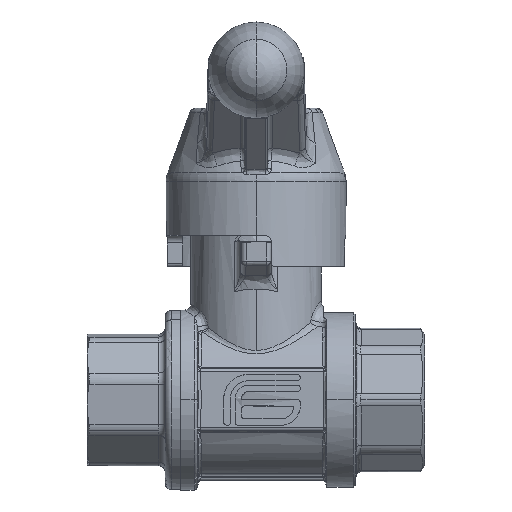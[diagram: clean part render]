
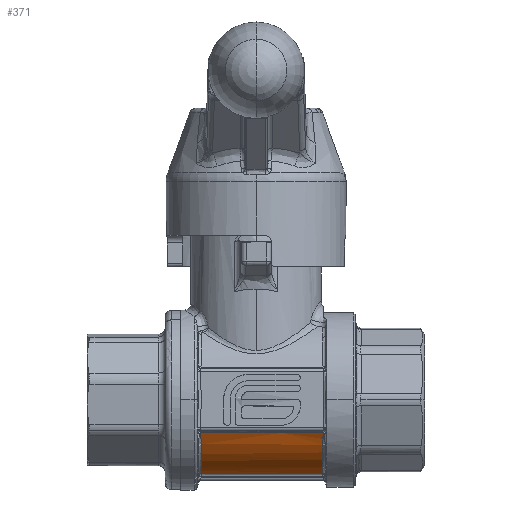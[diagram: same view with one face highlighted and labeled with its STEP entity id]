
A CAD part, top view. The second image highlights one B-rep face of the part: STEP entity #371.
In plain terms, the highlighted cylindrical face has radius 13 mm (diameter 26 mm), a partial arc.
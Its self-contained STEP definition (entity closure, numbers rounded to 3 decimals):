
#371 = ADVANCED_FACE ( 'NONE', ( #23750 ), #23874, .T. ) ;
#839 = CARTESIAN_POINT ( 'NONE',  ( -8.814, -5.296, 11.872 ) ) ;
#1937 = B_SPLINE_CURVE_WITH_KNOTS ( 'NONE', 3,
 ( #5593, #3978, #3572, #15958 ),
 .UNSPECIFIED., .F., .F.,
 ( 4, 4 ),
 ( 0., 1. ),
 .UNSPECIFIED. ) ;
#2007 = EDGE_CURVE ( 'NONE', #6952, #13913, #21594, .T. ) ;
#2072 = ORIENTED_EDGE ( 'NONE', *, *, #2007, .T. ) ;
#2545 = EDGE_CURVE ( 'NONE', #14089, #6952, #1937, .T. ) ;
#2987 = CARTESIAN_POINT ( 'NONE',  ( -8.814, -6.744, 11.226 ) ) ;
#3280 = CARTESIAN_POINT ( 'NONE',  ( 44., 0., 0. ) ) ;
#3572 = CARTESIAN_POINT ( 'NONE',  ( 4.205, -11.872, 5.296 ) ) ;
#3774 = CARTESIAN_POINT ( 'NONE',  ( 10.714, -11.226, 6.744 ) ) ;
#3978 = CARTESIAN_POINT ( 'NONE',  ( -2.305, -11.872, 5.296 ) ) ;
#5002 = AXIS2_PLACEMENT_3D ( 'NONE', #3280, #13254, #21597 ) ;
#5097 = CARTESIAN_POINT ( 'NONE',  ( -8.814, -5.296, 11.872 ) ) ;
#5593 = CARTESIAN_POINT ( 'NONE',  ( -8.814, -11.872, 5.296 ) ) ;
#5652 = CARTESIAN_POINT ( 'NONE',  ( -8.992, -5.252, 12.149 ) ) ;
#6525 = CARTESIAN_POINT ( 'NONE',  ( 10.714, -11.872, 5.296 ) ) ;
#6718 = EDGE_CURVE ( 'NONE', #13913, #23572, #12371, .T. ) ;
#6952 = VERTEX_POINT ( 'NONE', #6525 ) ;
#6989 = ORIENTED_EDGE ( 'NONE', *, *, #6718, .T. ) ;
#7954 = CARTESIAN_POINT ( 'NONE',  ( 10.714, -10.313, 8.072 ) ) ;
#8782 = CARTESIAN_POINT ( 'NONE',  ( -8.814, -11.872, 5.296 ) ) ;
#8976 = CARTESIAN_POINT ( 'NONE',  ( 10.892, -5.252, 12.149 ) ) ;
#9546 = B_SPLINE_CURVE_WITH_KNOTS ( 'NONE', 3,
 ( #839, #2987, #11078, #23191, #19281, #8782 ),
 .UNSPECIFIED., .F., .F.,
 ( 4, 2, 4 ),
 ( 0., 0.5, 1. ),
 .UNSPECIFIED. ) ;
#10418 = ORIENTED_EDGE ( 'NONE', *, *, #23536, .T. ) ;
#11078 = CARTESIAN_POINT ( 'NONE',  ( -8.814, -8.072, 10.313 ) ) ;
#12371 = B_SPLINE_CURVE_WITH_KNOTS ( 'NONE', 3,
 ( #23283, #15190, #21255, #5097 ),
 .UNSPECIFIED., .F., .F.,
 ( 4, 4 ),
 ( 0., 1. ),
 .UNSPECIFIED. ) ;
#12393 = CARTESIAN_POINT ( 'NONE',  ( 10.714, -11.872, 5.296 ) ) ;
#13254 = DIRECTION ( 'NONE',  ( 1., 0., 0. ) ) ;
#13913 = VERTEX_POINT ( 'NONE', #8976 ) ;
#14089 = VERTEX_POINT ( 'NONE', #19360 ) ;
#14548 = CARTESIAN_POINT ( 'NONE',  ( 10.714, -5.296, 11.872 ) ) ;
#15190 = CARTESIAN_POINT ( 'NONE',  ( 4.205, -5.296, 11.872 ) ) ;
#15958 = CARTESIAN_POINT ( 'NONE',  ( 10.714, -11.872, 5.296 ) ) ;
#17864 = EDGE_LOOP ( 'NONE', ( #6989, #10418, #25041, #2072 ) ) ;
#19281 = CARTESIAN_POINT ( 'NONE',  ( -8.814, -11.226, 6.744 ) ) ;
#19360 = CARTESIAN_POINT ( 'NONE',  ( -8.814, -11.872, 5.296 ) ) ;
#21255 = CARTESIAN_POINT ( 'NONE',  ( -2.305, -5.296, 11.872 ) ) ;
#21594 = B_SPLINE_CURVE_WITH_KNOTS ( 'NONE', 3,
 ( #12393, #3774, #7954, #26282, #26560, #14548 ),
 .UNSPECIFIED., .F., .F.,
 ( 4, 2, 4 ),
 ( 0., 0.5, 1. ),
 .UNSPECIFIED. ) ;
#21597 = DIRECTION ( 'NONE',  ( 0., 0., -1. ) ) ;
#23191 = CARTESIAN_POINT ( 'NONE',  ( -8.814, -10.313, 8.072 ) ) ;
#23283 = CARTESIAN_POINT ( 'NONE',  ( 10.714, -5.296, 11.872 ) ) ;
#23536 = EDGE_CURVE ( 'NONE', #23572, #14089, #9546, .T. ) ;
#23572 = VERTEX_POINT ( 'NONE', #5652 ) ;
#23750 = FACE_OUTER_BOUND ( 'NONE', #17864, .T. ) ;
#23874 = CYLINDRICAL_SURFACE ( 'NONE', #5002, 13. ) ;
#25041 = ORIENTED_EDGE ( 'NONE', *, *, #2545, .T. ) ;
#26282 = CARTESIAN_POINT ( 'NONE',  ( 10.714, -8.072, 10.313 ) ) ;
#26560 = CARTESIAN_POINT ( 'NONE',  ( 10.714, -6.744, 11.226 ) ) ;
